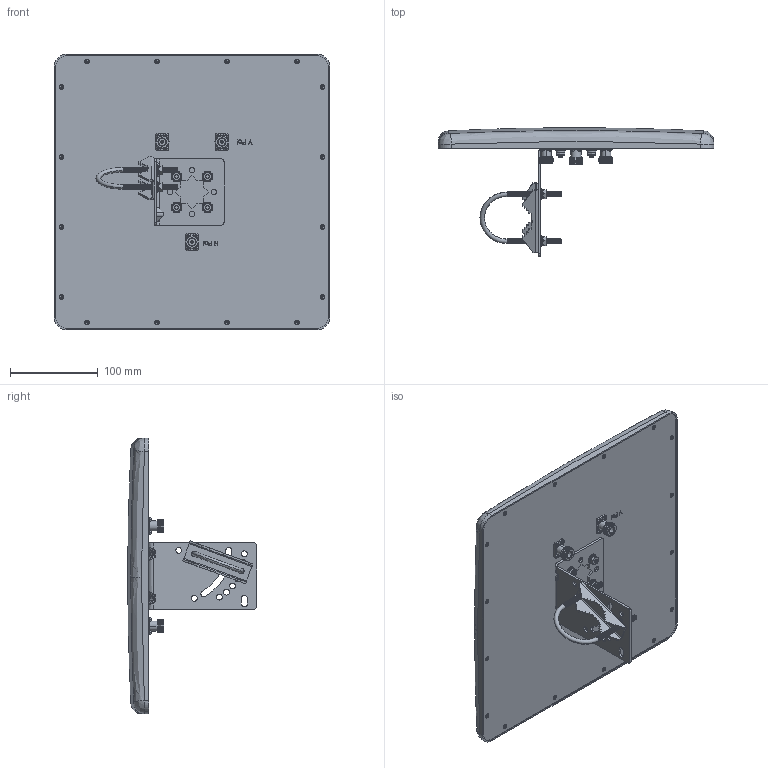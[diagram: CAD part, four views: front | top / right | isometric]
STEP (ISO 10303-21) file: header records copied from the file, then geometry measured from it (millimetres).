
FILE_DESCRIPTION (( 'STEP AP203' ), '1' );
FILE_NAME ('HG2458-14DP-3NF.STEP', '2011-08-04T19:28:02', ( 'x' ), ( 'Microsoft' ), 'SwSTEP 2.0', 'SolidWorks 2010', '' );
FILE_SCHEMA (( 'CONFIG_CONTROL_DESIGN' ));
Products named in the file (6): HG2458-14DP-3NF_Radome; HG3527EG_Ubolt; HG2458-14DP-3NF; HG2458-14DP-3NF_BackPlate; HG2458-14DP-3NF_Mount Hardware; HG3527EG_Swivel-L-Bracket
Assembly tree (5 placements, depth 3):
  HG2458-14DP-3NF
    HG2458-14DP-3NF_BackPlate
    HG2458-14DP-3NF_Mount Hardware
      HG3527EG_Ubolt
      HG3527EG_Swivel-L-Bracket
    HG2458-14DP-3NF_Radome
Bounding box: 315 x 147.69 x 315 mm (x, y, z)
Volume: 561053 mm3; surface area: 507323.9 mm2
Topology: 5 solids, 5 shells, 2173 faces, 5153 edges, 3108 vertices
Faces by surface type: cone 912, plane 801, cylinder 269, bspline 117, torus 74
Entity records: 73873 total; most frequent: CARTESIAN_POINT 23923, ORIENTED_EDGE 10274, DIRECTION 10203, EDGE_CURVE 5137, AXIS2_PLACEMENT_3D 3696, VERTEX_POINT 3108, LINE 2811, VECTOR 2811
